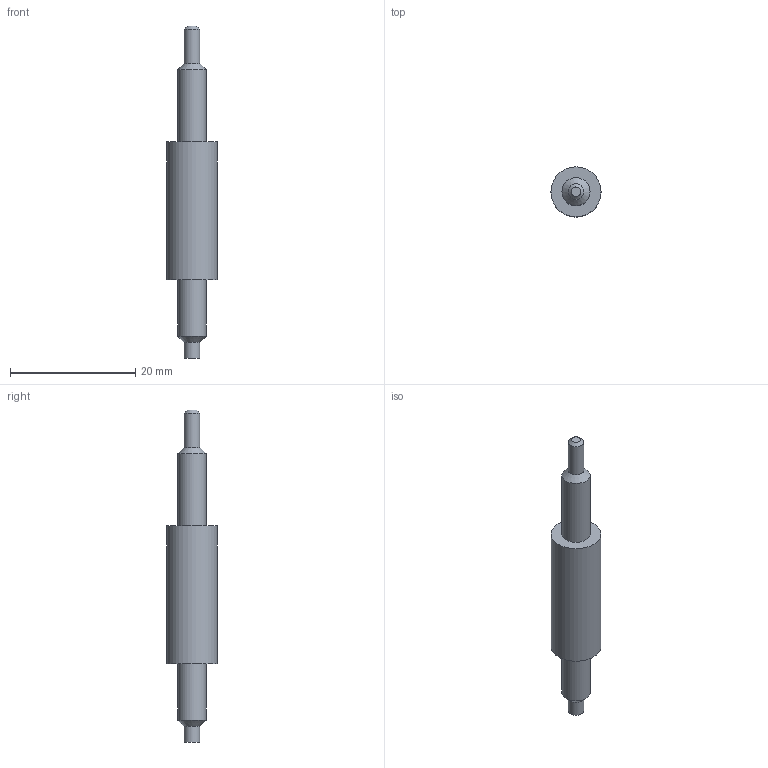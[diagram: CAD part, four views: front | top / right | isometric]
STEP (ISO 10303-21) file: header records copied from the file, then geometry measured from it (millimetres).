
FILE_DESCRIPTION(/* description */ (''),/* implementation_level */ '2;1');
FILE_NAME(/* name */ 'OMM1M.stp',/* time_stamp */ '2016-01-28T15:39:13+01:00',/* author */ ('sh'),/* organization */ (''),/* preprocessor_version */ 'ST-DEVELOPER v15.2',/* originating_system */ 'Autodesk Inventor 2014',/* authorisation */ '');
FILE_SCHEMA (('AUTOMOTIVE_DESIGN { 1 0 10303 214 3 1 1 }'));
Length unit declared in the file: millimetre
Products named in the file (1): OMM1M
Bounding box: 8 x 8 x 53 mm (x, y, z)
Volume: 1492.5 mm3; surface area: 1016.5 mm2
Topology: 1 solids, 1 shells, 12 faces, 19 edges, 11 vertices
Faces by surface type: cylinder 5, plane 4, cone 3
Full cylindrical faces by diameter (mm): 2.5 x2, 4.5 x2, 8 x1
Entity records: 267 total; most frequent: DIRECTION 48, CARTESIAN_POINT 35, AXIS2_PLACEMENT_3D 24, EDGE_LOOP 22, ORIENTED_EDGE 22, FACE_BOUND 12, ADVANCED_FACE 12, CIRCLE 11
